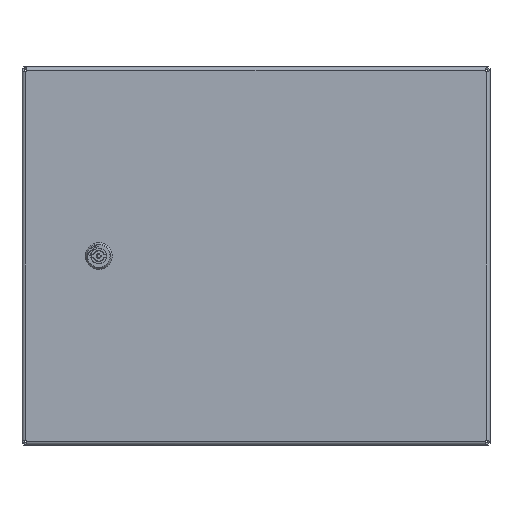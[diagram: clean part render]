
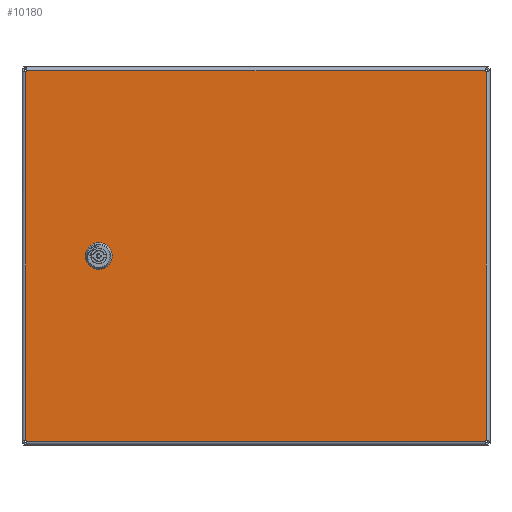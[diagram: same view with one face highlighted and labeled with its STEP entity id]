
A CAD part, top view. The second image highlights one B-rep face of the part: STEP entity #10180.
In plain terms, the highlighted planar face has unit normal (0, 0, 1).
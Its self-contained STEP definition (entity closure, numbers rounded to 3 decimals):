
#131 = CIRCLE ( 'NONE', #14617, 11.25 ) ;
#304 = AXIS2_PLACEMENT_3D ( 'NONE', #31882, #20969, #15011 ) ;
#530 = VERTEX_POINT ( 'NONE', #43859 ) ;
#549 = VECTOR ( 'NONE', #29261, 1000. ) ;
#620 = EDGE_CURVE ( 'NONE', #59788, #30389, #66280, .T. ) ;
#736 = CARTESIAN_POINT ( 'NONE',  ( 241.429, -194.429, 0. ) ) ;
#871 = CARTESIAN_POINT ( 'NONE',  ( 240.5, -195.429, 0. ) ) ;
#1209 = EDGE_CURVE ( 'NONE', #37267, #41726, #54816, .T. ) ;
#1691 = CIRCLE ( 'NONE', #5008, 11.25 ) ;
#2483 = VECTOR ( 'NONE', #40078, 1000. ) ;
#3380 = EDGE_CURVE ( 'NONE', #45510, #23040, #40409, .T. ) ;
#3806 = VERTEX_POINT ( 'NONE', #55094 ) ;
#4130 = LINE ( 'NONE', #46588, #68874 ) ;
#4596 = ORIENTED_EDGE ( 'NONE', *, *, #620, .F. ) ;
#5008 = AXIS2_PLACEMENT_3D ( 'NONE', #40690, #19954, #41050 ) ;
#7372 = DIRECTION ( 'NONE',  ( 0., 0., 1. ) ) ;
#7773 = ORIENTED_EDGE ( 'NONE', *, *, #56994, .T. ) ;
#8195 = CARTESIAN_POINT ( 'NONE',  ( -154.05, 4.637, 0. ) ) ;
#8646 = DIRECTION ( 'NONE',  ( -1., 0., 0. ) ) ;
#8946 = VERTEX_POINT ( 'NONE', #47651 ) ;
#9684 = ORIENTED_EDGE ( 'NONE', *, *, #3380, .F. ) ;
#9811 = DIRECTION ( 'NONE',  ( -1., 0., 0. ) ) ;
#10180 = ADVANCED_FACE ( 'NONE', ( #38624, #15285 ), #25816, .T. ) ;
#10438 = ORIENTED_EDGE ( 'NONE', *, *, #42055, .F. ) ;
#11789 = CARTESIAN_POINT ( 'NONE',  ( -240.5, 192.658, 0. ) ) ;
#12588 = DIRECTION ( 'NONE',  ( 1., 0., 0. ) ) ;
#12678 = ORIENTED_EDGE ( 'NONE', *, *, #15816, .F. ) ;
#12767 = AXIS2_PLACEMENT_3D ( 'NONE', #47020, #36508, #9811 ) ;
#13680 = DIRECTION ( 'NONE',  ( -1., 0., 0. ) ) ;
#13962 = DIRECTION ( 'NONE',  ( 0., 0., 1. ) ) ;
#14080 = CARTESIAN_POINT ( 'NONE',  ( -159.663, -10.25, 0. ) ) ;
#14418 = DIRECTION ( 'NONE',  ( 0., 0., 1. ) ) ;
#14611 = DIRECTION ( 'NONE',  ( 0., -1., 0. ) ) ;
#14617 = AXIS2_PLACEMENT_3D ( 'NONE', #62769, #36797, #36102 ) ;
#15011 = DIRECTION ( 'NONE',  ( 1., 0., 0. ) ) ;
#15285 = FACE_OUTER_BOUND ( 'NONE', #68968, .T. ) ;
#15816 = EDGE_CURVE ( 'NONE', #23040, #21219, #131, .T. ) ;
#15933 = VECTOR ( 'NONE', #39084, 1000. ) ;
#16050 = AXIS2_PLACEMENT_3D ( 'NONE', #41971, #57087, #46898 ) ;
#18486 = CARTESIAN_POINT ( 'NONE',  ( -168.937, 10.25, 0. ) ) ;
#18783 = DIRECTION ( 'NONE',  ( 1., 0., 0. ) ) ;
#19954 = DIRECTION ( 'NONE',  ( 0., 0., 1. ) ) ;
#19995 = VERTEX_POINT ( 'NONE', #34668 ) ;
#20021 = DIRECTION ( 'NONE',  ( 1., 0., 0. ) ) ;
#20598 = ORIENTED_EDGE ( 'NONE', *, *, #48600, .T. ) ;
#20969 = DIRECTION ( 'NONE',  ( 0., 0., 1. ) ) ;
#21219 = VERTEX_POINT ( 'NONE', #58139 ) ;
#21337 = CARTESIAN_POINT ( 'NONE',  ( -159.663, 10.25, 0. ) ) ;
#23040 = VERTEX_POINT ( 'NONE', #51944 ) ;
#25106 = ORIENTED_EDGE ( 'NONE', *, *, #31997, .F. ) ;
#25816 = PLANE ( 'NONE',  #16050 ) ;
#25897 = VERTEX_POINT ( 'NONE', #18486 ) ;
#26539 = CIRCLE ( 'NONE', #68020, 2. ) ;
#27489 = EDGE_CURVE ( 'NONE', #59788, #19995, #27510, .T. ) ;
#27510 = LINE ( 'NONE', #871, #15933 ) ;
#29261 = DIRECTION ( 'NONE',  ( 0., 1., 0. ) ) ;
#29476 = CARTESIAN_POINT ( 'NONE',  ( -240.5, 195.429, 0. ) ) ;
#29717 = DIRECTION ( 'NONE',  ( 0., 0., 1. ) ) ;
#30029 = LINE ( 'NONE', #56011, #50960 ) ;
#30389 = VERTEX_POINT ( 'NONE', #58733 ) ;
#30854 = CIRCLE ( 'NONE', #54393, 11.25 ) ;
#31882 = CARTESIAN_POINT ( 'NONE',  ( -164.3, 0., 0. ) ) ;
#31997 = EDGE_CURVE ( 'NONE', #8946, #25897, #42766, .T. ) ;
#32891 = VERTEX_POINT ( 'NONE', #53947 ) ;
#34317 = VECTOR ( 'NONE', #13680, 1000. ) ;
#34668 = CARTESIAN_POINT ( 'NONE',  ( 240.5, 192.658, 0. ) ) ;
#34777 = LINE ( 'NONE', #45310, #34317 ) ;
#35086 = DIRECTION ( 'NONE',  ( 0., -1., 0. ) ) ;
#36102 = DIRECTION ( 'NONE',  ( 1., 0., 0. ) ) ;
#36508 = DIRECTION ( 'NONE',  ( 0., 0., 1. ) ) ;
#36797 = DIRECTION ( 'NONE',  ( 0., 0., 1. ) ) ;
#36844 = VERTEX_POINT ( 'NONE', #43673 ) ;
#37267 = VERTEX_POINT ( 'NONE', #61742 ) ;
#38120 = CARTESIAN_POINT ( 'NONE',  ( 239.658, 193.5, 0. ) ) ;
#38624 = FACE_BOUND ( 'NONE', #39966, .T. ) ;
#39084 = DIRECTION ( 'NONE',  ( 0., 1., 0. ) ) ;
#39795 = LINE ( 'NONE', #8195, #549 ) ;
#39966 = EDGE_LOOP ( 'NONE', ( #48769, #10438, #12678, #9684, #58732, #53857, #50581, #25106 ) ) ;
#40078 = DIRECTION ( 'NONE',  ( 1., 0., 0. ) ) ;
#40409 = LINE ( 'NONE', #14080, #2483 ) ;
#40567 = CARTESIAN_POINT ( 'NONE',  ( -241.429, -194.429, 0. ) ) ;
#40690 = CARTESIAN_POINT ( 'NONE',  ( -164.3, 0., 0. ) ) ;
#41040 = LINE ( 'NONE', #29476, #47691 ) ;
#41050 = DIRECTION ( 'NONE',  ( 1., 0., 0. ) ) ;
#41337 = VERTEX_POINT ( 'NONE', #11789 ) ;
#41726 = VERTEX_POINT ( 'NONE', #53836 ) ;
#41971 = CARTESIAN_POINT ( 'NONE',  ( 0., 0., 0. ) ) ;
#42055 = EDGE_CURVE ( 'NONE', #21219, #3806, #39795, .T. ) ;
#42696 = AXIS2_PLACEMENT_3D ( 'NONE', #736, #7372, #44579 ) ;
#42766 = LINE ( 'NONE', #21337, #47372 ) ;
#42864 = ORIENTED_EDGE ( 'NONE', *, *, #64226, .F. ) ;
#43366 = EDGE_CURVE ( 'NONE', #25897, #36844, #30854, .T. ) ;
#43673 = CARTESIAN_POINT ( 'NONE',  ( -174.55, 4.637, 0. ) ) ;
#43859 = CARTESIAN_POINT ( 'NONE',  ( -174.55, -4.637, 0. ) ) ;
#44483 = ORIENTED_EDGE ( 'NONE', *, *, #1209, .F. ) ;
#44579 = DIRECTION ( 'NONE',  ( 1., 0., 0. ) ) ;
#45310 = CARTESIAN_POINT ( 'NONE',  ( 242.429, 193.5, 0. ) ) ;
#45510 = VERTEX_POINT ( 'NONE', #61415 ) ;
#46588 = CARTESIAN_POINT ( 'NONE',  ( -174.55, 4.637, 0. ) ) ;
#46898 = DIRECTION ( 'NONE',  ( 1., 0., 0. ) ) ;
#47020 = CARTESIAN_POINT ( 'NONE',  ( 241.429, 194.429, 0. ) ) ;
#47372 = VECTOR ( 'NONE', #64545, 1000. ) ;
#47651 = CARTESIAN_POINT ( 'NONE',  ( -159.663, 10.25, 0. ) ) ;
#47691 = VECTOR ( 'NONE', #35086, 1000. ) ;
#48600 = EDGE_CURVE ( 'NONE', #54381, #32891, #34777, .T. ) ;
#48769 = ORIENTED_EDGE ( 'NONE', *, *, #65109, .F. ) ;
#50581 = ORIENTED_EDGE ( 'NONE', *, *, #43366, .F. ) ;
#50960 = VECTOR ( 'NONE', #18783, 1000. ) ;
#51629 = EDGE_CURVE ( 'NONE', #54381, #19995, #57538, .T. ) ;
#51944 = CARTESIAN_POINT ( 'NONE',  ( -159.663, -10.25, 0. ) ) ;
#53836 = CARTESIAN_POINT ( 'NONE',  ( -240.5, -192.658, 0. ) ) ;
#53857 = ORIENTED_EDGE ( 'NONE', *, *, #54134, .F. ) ;
#53947 = CARTESIAN_POINT ( 'NONE',  ( -239.658, 193.5, 0. ) ) ;
#54134 = EDGE_CURVE ( 'NONE', #36844, #530, #4130, .T. ) ;
#54381 = VERTEX_POINT ( 'NONE', #38120 ) ;
#54393 = AXIS2_PLACEMENT_3D ( 'NONE', #62051, #13962, #12588 ) ;
#54741 = EDGE_CURVE ( 'NONE', #37267, #30389, #30029, .T. ) ;
#54816 = CIRCLE ( 'NONE', #58152, 2. ) ;
#55094 = CARTESIAN_POINT ( 'NONE',  ( -154.05, 4.637, 0. ) ) ;
#56011 = CARTESIAN_POINT ( 'NONE',  ( -242.429, -193.5, 0. ) ) ;
#56994 = EDGE_CURVE ( 'NONE', #41337, #41726, #41040, .T. ) ;
#57087 = DIRECTION ( 'NONE',  ( 0., 0., 1. ) ) ;
#57538 = CIRCLE ( 'NONE', #12767, 2. ) ;
#58096 = EDGE_CURVE ( 'NONE', #530, #45510, #1691, .T. ) ;
#58139 = CARTESIAN_POINT ( 'NONE',  ( -154.05, -4.637, 0. ) ) ;
#58152 = AXIS2_PLACEMENT_3D ( 'NONE', #40567, #29717, #8646 ) ;
#58732 = ORIENTED_EDGE ( 'NONE', *, *, #58096, .F. ) ;
#58733 = CARTESIAN_POINT ( 'NONE',  ( 239.658, -193.5, 0. ) ) ;
#59692 = CIRCLE ( 'NONE', #304, 11.25 ) ;
#59788 = VERTEX_POINT ( 'NONE', #69144 ) ;
#61415 = CARTESIAN_POINT ( 'NONE',  ( -168.937, -10.25, 0. ) ) ;
#61742 = CARTESIAN_POINT ( 'NONE',  ( -239.658, -193.5, 0. ) ) ;
#62051 = CARTESIAN_POINT ( 'NONE',  ( -164.3, 0., 0. ) ) ;
#62769 = CARTESIAN_POINT ( 'NONE',  ( -164.3, 0., 0. ) ) ;
#62854 = CARTESIAN_POINT ( 'NONE',  ( -241.429, 194.429, 0. ) ) ;
#64020 = ORIENTED_EDGE ( 'NONE', *, *, #27489, .T. ) ;
#64112 = ORIENTED_EDGE ( 'NONE', *, *, #54741, .T. ) ;
#64226 = EDGE_CURVE ( 'NONE', #41337, #32891, #26539, .T. ) ;
#64545 = DIRECTION ( 'NONE',  ( -1., 0., 0. ) ) ;
#65109 = EDGE_CURVE ( 'NONE', #3806, #8946, #59692, .T. ) ;
#66280 = CIRCLE ( 'NONE', #42696, 2. ) ;
#67166 = ORIENTED_EDGE ( 'NONE', *, *, #51629, .F. ) ;
#68020 = AXIS2_PLACEMENT_3D ( 'NONE', #62854, #14418, #20021 ) ;
#68874 = VECTOR ( 'NONE', #14611, 1000. ) ;
#68968 = EDGE_LOOP ( 'NONE', ( #44483, #64112, #4596, #64020, #67166, #20598, #42864, #7773 ) ) ;
#69144 = CARTESIAN_POINT ( 'NONE',  ( 240.5, -192.658, 0. ) ) ;
